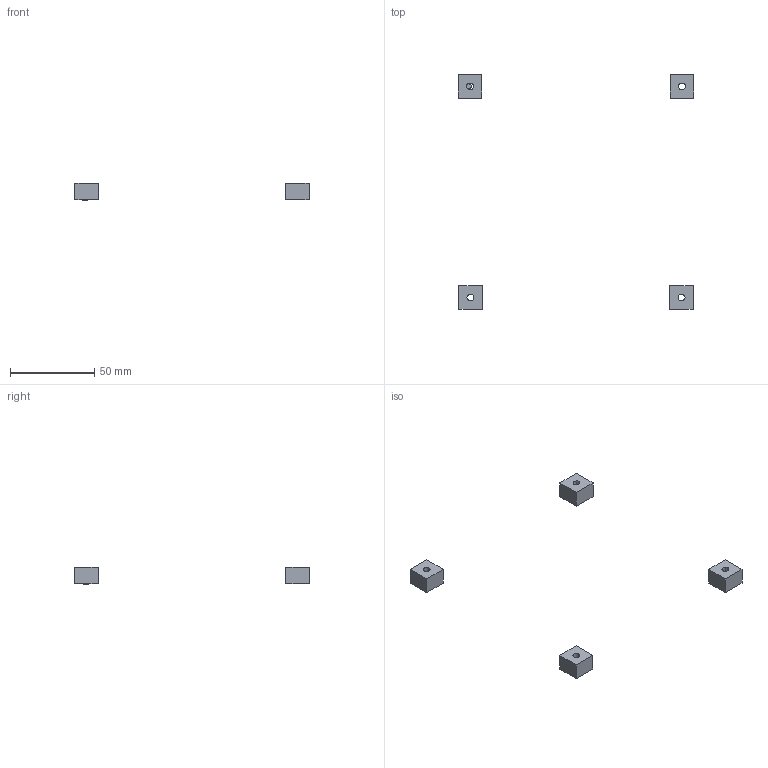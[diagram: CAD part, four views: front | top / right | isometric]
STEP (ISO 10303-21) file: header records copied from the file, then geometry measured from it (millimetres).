
FILE_DESCRIPTION(/* description */ (''),/* implementation_level */ '2;1');
FILE_NAME(/* name */ 'Soportes.step',/* time_stamp */ '2025-09-30T17:28:56-03:00',/* author */ (''),/* organization */ (''),/* preprocessor_version */ 'ST-DEVELOPER v20.1',/* originating_system */ 'Autodesk Translation Framework v14.17.0.0',/* authorisation */ '');
FILE_SCHEMA (('AUTOMOTIVE_DESIGN { 1 0 10303 214 3 1 1 }'));
Length unit declared in the file: millimetre
Products named in the file (1): Soportes
Bounding box: 140 x 139.63 x 10.5 mm (x, y, z)
Volume: 7326.8 mm3; surface area: 4234.5 mm2
Topology: 5 solids, 5 shells, 35 faces, 77 edges, 52 vertices
Faces by surface type: plane 26, cylinder 9
Full cylindrical faces by diameter (mm): 3 x1
Entity records: 1012 total; most frequent: DIRECTION 169, CARTESIAN_POINT 165, ORIENTED_EDGE 154, EDGE_CURVE 77, LINE 57, VECTOR 57, AXIS2_PLACEMENT_3D 56, VERTEX_POINT 52
